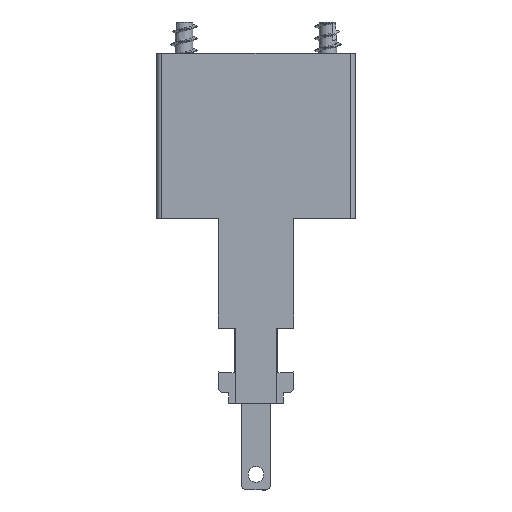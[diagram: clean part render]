
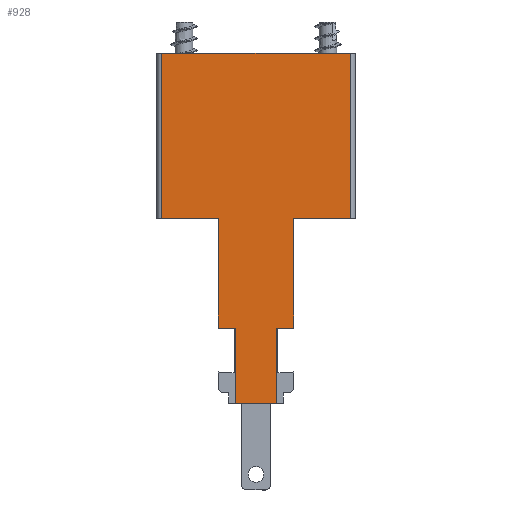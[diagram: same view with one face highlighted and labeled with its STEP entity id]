
A CAD part, front view. The second image highlights one B-rep face of the part: STEP entity #928.
In plain terms, the highlighted planar face has unit normal (0, -1, 0).
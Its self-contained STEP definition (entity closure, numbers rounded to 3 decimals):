
#928=ADVANCED_FACE('NONE',(#2211),#2212,.T.);
#2211=FACE_OUTER_BOUND('',#3866,.T.);
#2212=PLANE('',#3867);
#3866=EDGE_LOOP('',(#12292,#12293,#12294,#12295,#12296,#12297,#12298,#12299,#12300,#12301,#12302,#12303));
#3867=AXIS2_PLACEMENT_3D('',#12304,#12305,#12306);
#12292=ORIENTED_EDGE('',*,*,#15803,.T.);
#12293=ORIENTED_EDGE('',*,*,#15807,.T.);
#12294=ORIENTED_EDGE('',*,*,#15814,.T.);
#12295=ORIENTED_EDGE('',*,*,#15819,.T.);
#12296=ORIENTED_EDGE('',*,*,#15822,.T.);
#12297=ORIENTED_EDGE('',*,*,#15824,.T.);
#12298=ORIENTED_EDGE('',*,*,#15827,.T.);
#12299=ORIENTED_EDGE('',*,*,#15143,.T.);
#12300=ORIENTED_EDGE('',*,*,#15834,.T.);
#12301=ORIENTED_EDGE('',*,*,#15836,.T.);
#12302=ORIENTED_EDGE('',*,*,#15840,.T.);
#12303=ORIENTED_EDGE('',*,*,#15842,.T.);
#12304=CARTESIAN_POINT('',(-0.1,0.,8.1));
#12305=DIRECTION('',(0.,-1.0,0.));
#12306=DIRECTION('',(-1.0,0.,0.0));
#15143=EDGE_CURVE('NONE',#17318,#17316,#17319,.T.);
#15803=EDGE_CURVE('NONE',#18414,#18412,#18415,.T.);
#15807=EDGE_CURVE('NONE',#18412,#18418,#18420,.T.);
#15814=EDGE_CURVE('NONE',#18418,#18426,#18428,.T.);
#15819=EDGE_CURVE('NONE',#18426,#18432,#18434,.T.);
#15822=EDGE_CURVE('NONE',#18432,#18436,#18438,.T.);
#15824=EDGE_CURVE('NONE',#18436,#18440,#18441,.T.);
#15827=EDGE_CURVE('NONE',#18440,#17318,#18444,.T.);
#15834=EDGE_CURVE('NONE',#17316,#18450,#18452,.T.);
#15836=EDGE_CURVE('NONE',#18450,#18454,#18455,.T.);
#15840=EDGE_CURVE('NONE',#18454,#18458,#18460,.T.);
#15842=EDGE_CURVE('NONE',#18458,#18414,#18462,.T.);
#17316=VERTEX_POINT('NONE',#21893);
#17318=VERTEX_POINT('NONE',#21896);
#17319=LINE('',#21897,#21898);
#18412=VERTEX_POINT('NONE',#24785);
#18414=VERTEX_POINT('NONE',#24787);
#18415=LINE('',#24788,#24789);
#18418=VERTEX_POINT('NONE',#24792);
#18420=LINE('',#24794,#24795);
#18426=VERTEX_POINT('NONE',#24813);
#18428=LINE('',#24815,#24816);
#18432=VERTEX_POINT('NONE',#24822);
#18434=LINE('',#24825,#24826);
#18436=VERTEX_POINT('NONE',#24828);
#18438=LINE('',#24831,#24832);
#18440=VERTEX_POINT('NONE',#24834);
#18441=LINE('',#24835,#24836);
#18444=LINE('',#24840,#24841);
#18450=VERTEX_POINT('NONE',#24851);
#18452=LINE('',#24854,#24855);
#18454=VERTEX_POINT('NONE',#24857);
#18455=LINE('',#24858,#24859);
#18458=VERTEX_POINT('NONE',#24863);
#18460=LINE('',#24866,#24867);
#18462=LINE('',#24869,#24870);
#21893=CARTESIAN_POINT('',(11.45,0.,8.3));
#21896=CARTESIAN_POINT('',(7.55,0.,8.3));
#21897=CARTESIAN_POINT('',(9.5,0.,8.3));
#21898=VECTOR('',#29669,1000.0);
#24785=CARTESIAN_POINT('',(18.5,0.,41.8));
#24787=CARTESIAN_POINT('',(18.5,0.,26.));
#24788=CARTESIAN_POINT('',(18.5,0.,25.));
#24789=VECTOR('',#30217,1000.0);
#24792=CARTESIAN_POINT('',(0.5,0.,41.8));
#24794=CARTESIAN_POINT('',(9.5,0.,41.8));
#24795=VECTOR('',#30224,1000.0);
#24813=CARTESIAN_POINT('',(0.5,0.,26.));
#24815=CARTESIAN_POINT('',(0.5,0.,25.));
#24816=VECTOR('',#30228,1000.0);
#24822=CARTESIAN_POINT('',(5.9,0.,26.));
#24825=CARTESIAN_POINT('',(9.5,0.,26.));
#24826=VECTOR('',#30232,1000.0);
#24828=CARTESIAN_POINT('',(5.9,0.,15.5));
#24831=CARTESIAN_POINT('',(5.9,0.,25.));
#24832=VECTOR('',#30234,1000.0);
#24834=CARTESIAN_POINT('',(7.55,0.,15.5));
#24835=CARTESIAN_POINT('',(9.5,0.,15.5));
#24836=VECTOR('',#30235,1000.0);
#24840=CARTESIAN_POINT('',(7.55,0.,25.));
#24841=VECTOR('',#30237,1000.0);
#24851=CARTESIAN_POINT('',(11.45,0.,15.5));
#24854=CARTESIAN_POINT('',(11.45,0.,25.));
#24855=VECTOR('',#30243,1000.0);
#24857=CARTESIAN_POINT('',(13.1,0.,15.5));
#24858=CARTESIAN_POINT('',(9.5,0.,15.5));
#24859=VECTOR('',#30244,1000.0);
#24863=CARTESIAN_POINT('',(13.1,0.,26.));
#24866=CARTESIAN_POINT('',(13.1,0.,25.));
#24867=VECTOR('',#30247,1000.0);
#24869=CARTESIAN_POINT('',(9.5,0.,26.));
#24870=VECTOR('',#30248,1000.0);
#29669=DIRECTION('',(1.0,0.0,0.));
#30217=DIRECTION('',(0.,0.,1.0));
#30224=DIRECTION('',(-1.0,0.0,0.));
#30228=DIRECTION('',(0.,0.,-1.0));
#30232=DIRECTION('',(1.0,0.0,0.));
#30234=DIRECTION('',(0.,0.,-1.0));
#30235=DIRECTION('',(1.0,0.0,0.));
#30237=DIRECTION('',(0.,0.,-1.0));
#30243=DIRECTION('',(0.,0.,1.0));
#30244=DIRECTION('',(1.0,0.0,0.));
#30247=DIRECTION('',(0.,0.,1.0));
#30248=DIRECTION('',(1.0,0.0,0.));
